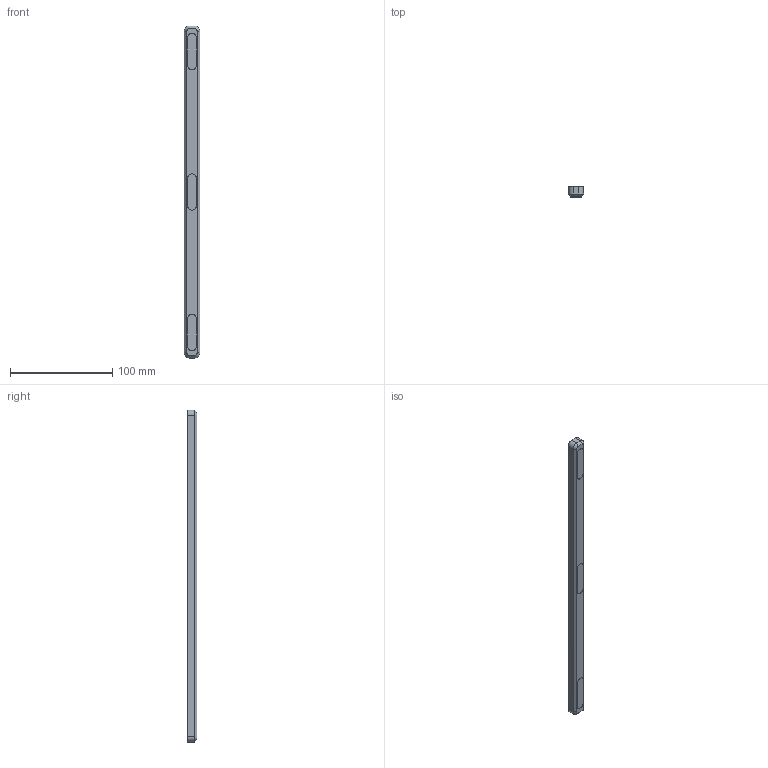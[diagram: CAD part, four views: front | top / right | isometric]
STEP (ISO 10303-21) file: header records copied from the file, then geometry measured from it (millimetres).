
FILE_DESCRIPTION (( 'STEP AP203' ), '1' );
FILE_NAME ('k-type-bar-foot.STEP', '2017-11-03T07:48:15', ( 'Windows User' ), ( '' ), 'SwSTEP 2.0', 'SolidWorks 2015', '' );
FILE_SCHEMA (( 'CONFIG_CONTROL_DESIGN' ));
Length unit declared in the file: millimetre
Products named in the file (1): k-type-bar-foot
Bounding box: 15 x 9.5 x 325 mm (x, y, z)
Volume: 43123.1 mm3; surface area: 15480.5 mm2
Topology: 1 solids, 1 shells, 42 faces, 97 edges, 62 vertices
Faces by surface type: plane 21, cylinder 17, cone 4
Entity records: 1272 total; most frequent: DIRECTION 221, CARTESIAN_POINT 202, ORIENTED_EDGE 194, EDGE_CURVE 97, AXIS2_PLACEMENT_3D 81, VERTEX_POINT 62, VECTOR 59, LINE 59
